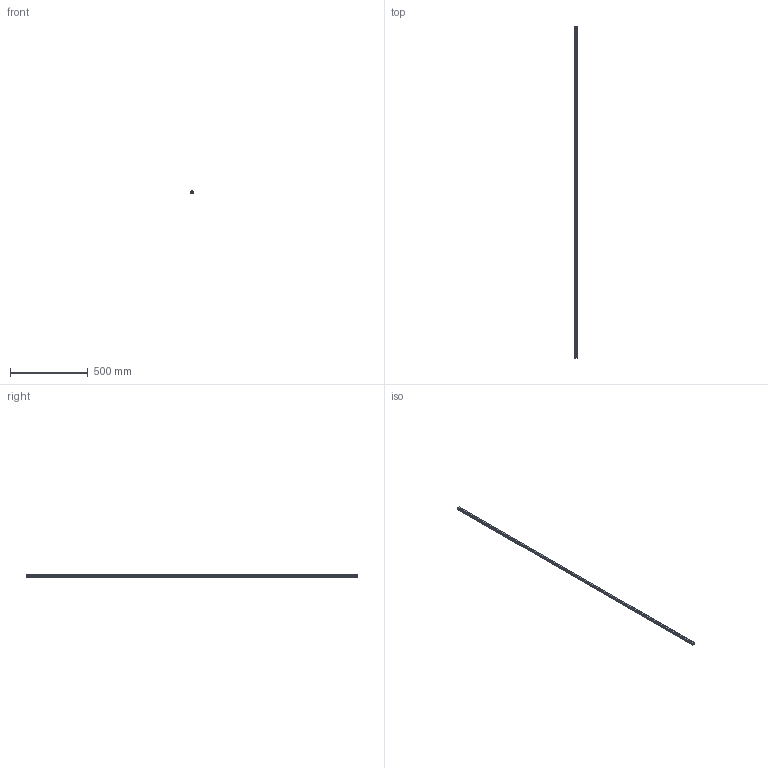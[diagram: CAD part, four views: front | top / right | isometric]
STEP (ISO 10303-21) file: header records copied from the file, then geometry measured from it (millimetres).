
FILE_DESCRIPTION(('STEP AP214'),'1');
FILE_NAME('cctmp_35AD37F3-E2D2-4380-BE13-319A38C84F8A_2021_01_19_11_59_26_0123..stp','2021-01-19T10:59:26',('HIWIN GmbH'),('CADClick - www.CADClick.com'),'Spatial InterOp 3D',' ','unknown authorization');
FILE_SCHEMA(('AUTOMOTIVE_DESIGN'));
Length unit declared in the file: millimetre
Products named in the file (1): HGR15T2140C_FILE
Bounding box: 15 x 2140 x 15 mm (x, y, z)
Volume: 401662.1 mm3; surface area: 135888.8 mm2
Topology: 1 solids, 1 shells, 259 faces, 687 edges, 398 vertices
Faces by surface type: cylinder 98, plane 89, cone 72
Entity records: 9553 total; most frequent: DIRECTION 1331, CARTESIAN_POINT 1273, ORIENTED_EDGE 1230, EDGE_CURVE 615, AXIS2_PLACEMENT_3D 456, LINE 419, VECTOR 419, VERTEX_POINT 398
